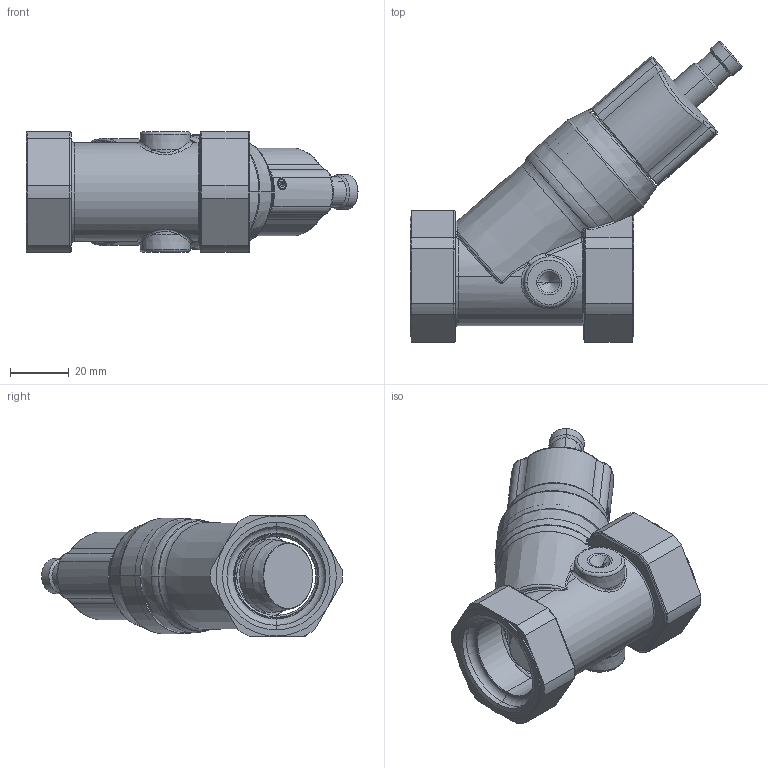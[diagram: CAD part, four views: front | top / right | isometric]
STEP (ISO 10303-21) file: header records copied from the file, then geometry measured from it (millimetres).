
FILE_DESCRIPTION (( 'STEP AP214' ), '1' );
FILE_NAME ('FSDA1-42-27H.STEP', '2018-03-07T23:28:58', ( '' ), ( '' ), 'SwSTEP 2.0', 'SolidWorks 2017', '' );
FILE_SCHEMA (( 'AUTOMOTIVE_DESIGN' ));
Length unit declared in the file: millimetre
Products named in the file (1): FSDA1-42-27H
Bounding box: 113.35 x 102.63 x 41.18 mm (x, y, z)
Volume: 83532.2 mm3; surface area: 59128.1 mm2
Topology: 21 solids, 23 shells, 1113 faces, 2713 edges, 1650 vertices
Faces by surface type: cylinder 333, plane 297, cone 203, torus 161, bspline 119
Entity records: 52533 total; most frequent: CARTESIAN_POINT 14495, ORIENTED_EDGE 5390, DIRECTION 5370, EDGE_CURVE 2695, AXIS2_PLACEMENT_3D 2112, VERTEX_POINT 1650, EDGE_LOOP 1173, VECTOR 1146
